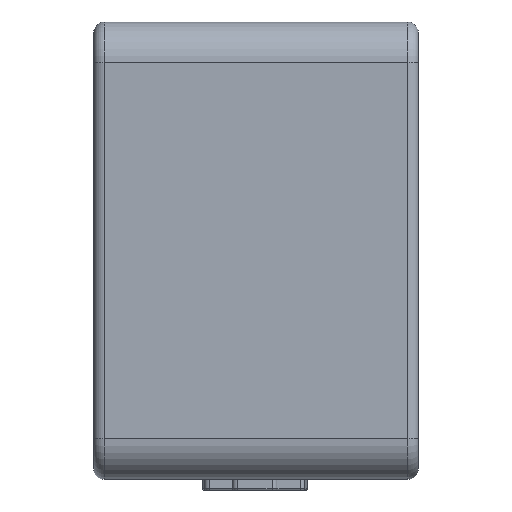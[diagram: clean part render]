
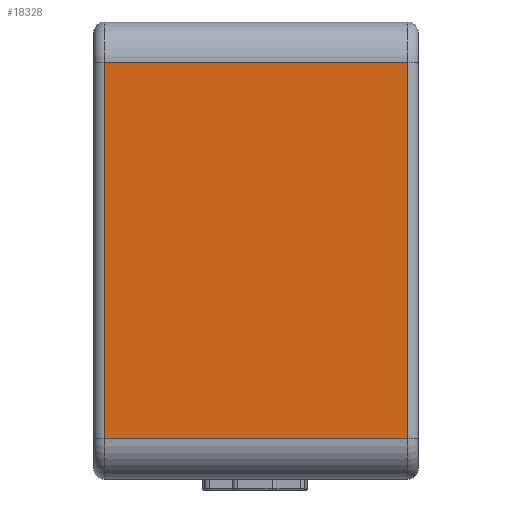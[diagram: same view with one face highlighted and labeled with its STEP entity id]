
A CAD part, front view. The second image highlights one B-rep face of the part: STEP entity #18328.
In plain terms, the highlighted planar face has unit normal (0, -1, 0).
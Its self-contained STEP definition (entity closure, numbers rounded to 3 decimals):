
#532=PLANE('',#21715);
#1184=LINE('',#30979,#2421);
#1193=LINE('',#31026,#2430);
#1200=LINE('',#31052,#2437);
#1206=LINE('',#31075,#2443);
#2421=VECTOR('',#24549,1000.);
#2430=VECTOR('',#24602,1000.);
#2437=VECTOR('',#24629,1000.);
#2443=VECTOR('',#24655,1000.);
#6321=ORIENTED_EDGE('',*,*,#10409,.T.);
#6322=ORIENTED_EDGE('',*,*,#10373,.T.);
#6323=ORIENTED_EDGE('',*,*,#10396,.T.);
#6324=ORIENTED_EDGE('',*,*,#10421,.T.);
#10373=EDGE_CURVE('',#12684,#12687,#1184,.T.);
#10396=EDGE_CURVE('',#12687,#12704,#1193,.T.);
#10409=EDGE_CURVE('',#12713,#12684,#1200,.T.);
#10421=EDGE_CURVE('',#12704,#12713,#1206,.T.);
#12684=VERTEX_POINT('',#30973);
#12687=VERTEX_POINT('',#30978);
#12704=VERTEX_POINT('',#31027);
#12713=VERTEX_POINT('',#31053);
#14635=EDGE_LOOP('',(#6321,#6322,#6323,#6324));
#16541=FACE_BOUND('',#14635,.T.);
#18328=ADVANCED_FACE('',(#16541),#532,.F.);
#21715=AXIS2_PLACEMENT_3D('',#31425,#25025,#25026);
#24549=DIRECTION('',(-1.,0.,0.));
#24602=DIRECTION('',(0.,0.,-1.));
#24629=DIRECTION('',(0.,0.,1.));
#24655=DIRECTION('',(1.,0.,0.));
#25025=DIRECTION('',(0.,1.,0.));
#25026=DIRECTION('',(0.,0.,1.));
#30973=CARTESIAN_POINT('',(116.,-70.,154.));
#30978=CARTESIAN_POINT('',(4.,-70.,154.));
#30979=CARTESIAN_POINT('',(0.,-70.,154.));
#31026=CARTESIAN_POINT('',(4.,-70.,169.));
#31027=CARTESIAN_POINT('',(4.,-70.,15.));
#31052=CARTESIAN_POINT('',(116.,-70.,169.));
#31053=CARTESIAN_POINT('',(116.,-70.,15.));
#31075=CARTESIAN_POINT('',(0.,-70.,15.));
#31425=CARTESIAN_POINT('',(0.,-70.,169.));
